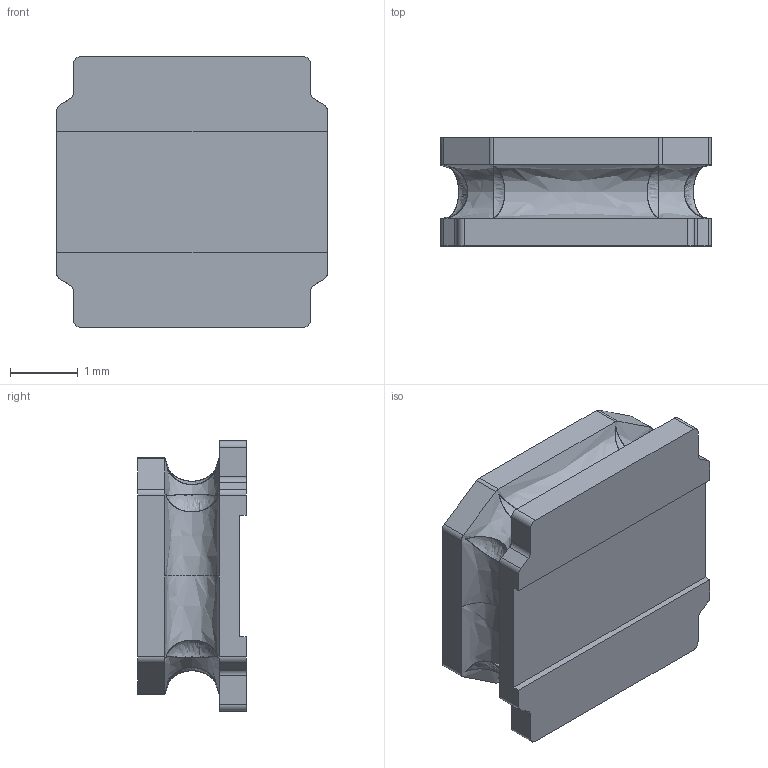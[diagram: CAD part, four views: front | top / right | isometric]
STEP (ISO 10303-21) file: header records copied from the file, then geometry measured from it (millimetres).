
FILE_DESCRIPTION (( 'STEP AP214' ), '1' );
FILE_NAME ('SRN4018BTA-220M.STEP', '2024-03-28T19:11:34', ( '' ), ( '' ), 'SwSTEP 2.0', 'SolidWorks 2016', '' );
FILE_SCHEMA (( 'AUTOMOTIVE_DESIGN' ));
Length unit declared in the file: millimetre
Products named in the file (1): SRN4018BTA-220M
Bounding box: 4 x 1.6 x 4 mm (x, y, z)
Volume: 18.2 mm3; surface area: 60.3 mm2
Topology: 1 solids, 1 shells, 50 faces, 148 edges, 100 vertices
Faces by surface type: plane 28, cylinder 20, bspline 2
Entity records: 5682 total; most frequent: CARTESIAN_POINT 4162, ORIENTED_EDGE 296, DIRECTION 246, EDGE_CURVE 148, VERTEX_POINT 100, VECTOR 84, LINE 84, AXIS2_PLACEMENT_3D 81
